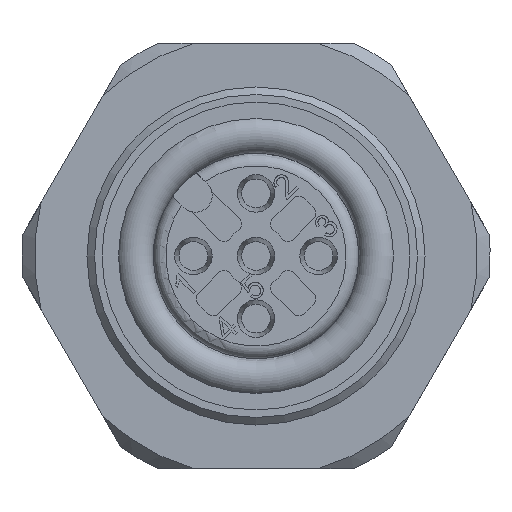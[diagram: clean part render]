
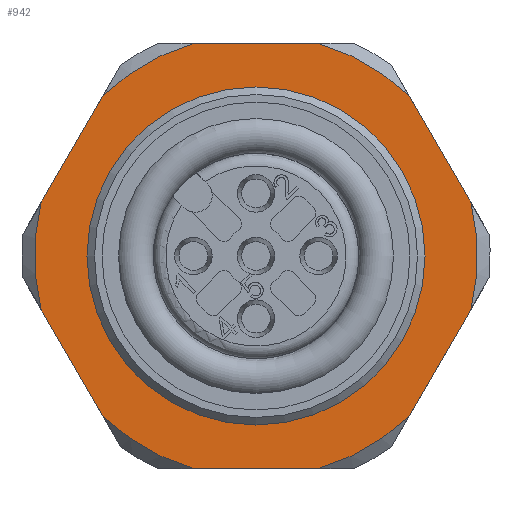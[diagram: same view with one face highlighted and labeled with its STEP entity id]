
A CAD part, front view. The second image highlights one B-rep face of the part: STEP entity #942.
In plain terms, the highlighted planar face has unit normal (0, -1, 0).
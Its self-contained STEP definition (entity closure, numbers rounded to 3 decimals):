
#78=PLANE('',#3495);
#176=LINE('',#4788,#395);
#177=LINE('',#4789,#396);
#178=LINE('',#4790,#397);
#179=LINE('',#4791,#398);
#180=LINE('',#4792,#399);
#181=LINE('',#4796,#400);
#395=VECTOR('',#3862,1.);
#396=VECTOR('',#3863,1.);
#397=VECTOR('',#3864,1.);
#398=VECTOR('',#3865,1.);
#399=VECTOR('',#3866,1.);
#400=VECTOR('',#3869,1.);
#942=ADVANCED_FACE('',(#1207,#1208),#78,.F.);
#1207=FACE_BOUND('',#1353,.T.);
#1208=FACE_BOUND('',#1354,.T.);
#1353=EDGE_LOOP('',(#1668,#1669,#1670,#1671,#1672,#1673,#1674,#1675,#1676,
#1677,#1678,#1679));
#1354=EDGE_LOOP('',(#1680));
#1668=ORIENTED_EDGE('',*,*,#2857,.F.);
#1669=ORIENTED_EDGE('',*,*,#2896,.T.);
#1670=ORIENTED_EDGE('',*,*,#2859,.F.);
#1671=ORIENTED_EDGE('',*,*,#2897,.T.);
#1672=ORIENTED_EDGE('',*,*,#2863,.F.);
#1673=ORIENTED_EDGE('',*,*,#2898,.T.);
#1674=ORIENTED_EDGE('',*,*,#2867,.F.);
#1675=ORIENTED_EDGE('',*,*,#2899,.T.);
#1676=ORIENTED_EDGE('',*,*,#2871,.F.);
#1677=ORIENTED_EDGE('',*,*,#2900,.T.);
#1678=ORIENTED_EDGE('',*,*,#2901,.F.);
#1679=ORIENTED_EDGE('',*,*,#2902,.T.);
#1680=ORIENTED_EDGE('',*,*,#2895,.T.);
#2532=VERTEX_POINT('',#4672);
#2533=VERTEX_POINT('',#4674);
#2534=VERTEX_POINT('',#4681);
#2535=VERTEX_POINT('',#4682);
#2538=VERTEX_POINT('',#4696);
#2539=VERTEX_POINT('',#4697);
#2542=VERTEX_POINT('',#4711);
#2543=VERTEX_POINT('',#4712);
#2546=VERTEX_POINT('',#4726);
#2547=VERTEX_POINT('',#4727);
#2566=VERTEX_POINT('',#4786);
#2567=VERTEX_POINT('',#4793);
#2568=VERTEX_POINT('',#4795);
#2857=EDGE_CURVE('',#2532,#2533,#3312,.T.);
#2859=EDGE_CURVE('',#2534,#2535,#3313,.T.);
#2863=EDGE_CURVE('',#2538,#2539,#3315,.T.);
#2867=EDGE_CURVE('',#2542,#2543,#3317,.T.);
#2871=EDGE_CURVE('',#2546,#2547,#3319,.T.);
#2895=EDGE_CURVE('',#2566,#2566,#3331,.T.);
#2896=EDGE_CURVE('',#2532,#2535,#176,.T.);
#2897=EDGE_CURVE('',#2534,#2539,#177,.T.);
#2898=EDGE_CURVE('',#2538,#2543,#178,.T.);
#2899=EDGE_CURVE('',#2542,#2547,#179,.T.);
#2900=EDGE_CURVE('',#2546,#2567,#180,.T.);
#2901=EDGE_CURVE('',#2568,#2567,#3332,.T.);
#2902=EDGE_CURVE('',#2568,#2533,#181,.T.);
#3312=CIRCLE('',#3459,8.85);
#3313=CIRCLE('',#3461,8.85);
#3315=CIRCLE('',#3464,8.85);
#3317=CIRCLE('',#3467,8.85);
#3319=CIRCLE('',#3470,8.85);
#3331=CIRCLE('',#3492,6.75);
#3332=CIRCLE('',#3494,8.85);
#3459=AXIS2_PLACEMENT_3D('',#4673,#3782,#3783);
#3461=AXIS2_PLACEMENT_3D('',#4680,#3786,#3787);
#3464=AXIS2_PLACEMENT_3D('',#4695,#3792,#3793);
#3467=AXIS2_PLACEMENT_3D('',#4710,#3798,#3799);
#3470=AXIS2_PLACEMENT_3D('',#4725,#3804,#3805);
#3492=AXIS2_PLACEMENT_3D('',#4785,#3858,#3859);
#3494=AXIS2_PLACEMENT_3D('',#4794,#3867,#3868);
#3495=AXIS2_PLACEMENT_3D('',#4797,#3870,#3871);
#3782=DIRECTION('',(0.,1.,0.));
#3783=DIRECTION('',(1.,0.,0.));
#3786=DIRECTION('',(0.,1.,0.));
#3787=DIRECTION('',(1.,0.,0.));
#3792=DIRECTION('',(0.,1.,0.));
#3793=DIRECTION('',(1.,0.,0.));
#3798=DIRECTION('',(0.,1.,0.));
#3799=DIRECTION('',(1.,0.,0.));
#3804=DIRECTION('',(0.,1.,0.));
#3805=DIRECTION('',(1.,0.,0.));
#3858=DIRECTION('',(0.,1.,0.));
#3859=DIRECTION('',(1.,0.,0.));
#3862=DIRECTION('',(-0.5,0.,-0.866));
#3863=DIRECTION('',(0.5,0.,-0.866));
#3864=DIRECTION('',(1.,0.,0.));
#3865=DIRECTION('',(0.5,0.,0.866));
#3866=DIRECTION('',(-0.5,0.,0.866));
#3867=DIRECTION('',(0.,1.,0.));
#3868=DIRECTION('',(1.,0.,0.));
#3869=DIRECTION('',(-1.,0.,0.));
#3870=DIRECTION('',(0.,1.,0.));
#3871=DIRECTION('',(1.,0.,0.));
#4672=CARTESIAN_POINT('',(2.321,2.05,6.384));
#4673=CARTESIAN_POINT('',(8.45,2.05,0.));
#4674=CARTESIAN_POINT('',(5.986,2.05,8.5));
#4680=CARTESIAN_POINT('',(8.45,2.05,0.));
#4681=CARTESIAN_POINT('',(-0.143,2.05,-2.116));
#4682=CARTESIAN_POINT('',(-0.143,2.05,2.116));
#4695=CARTESIAN_POINT('',(8.45,2.05,0.));
#4696=CARTESIAN_POINT('',(5.986,2.05,-8.5));
#4697=CARTESIAN_POINT('',(2.321,2.05,-6.384));
#4710=CARTESIAN_POINT('',(8.45,2.05,0.));
#4711=CARTESIAN_POINT('',(14.579,2.05,-6.384));
#4712=CARTESIAN_POINT('',(10.914,2.05,-8.5));
#4725=CARTESIAN_POINT('',(8.45,2.05,0.));
#4726=CARTESIAN_POINT('',(17.043,2.05,2.116));
#4727=CARTESIAN_POINT('',(17.043,2.05,-2.116));
#4785=CARTESIAN_POINT('',(8.45,2.05,0.));
#4786=CARTESIAN_POINT('',(15.2,2.05,0.));
#4788=CARTESIAN_POINT('',(-1.834,2.05,-0.812));
#4789=CARTESIAN_POINT('',(4.012,2.05,-9.313));
#4790=CARTESIAN_POINT('',(8.45,2.05,-8.5));
#4791=CARTESIAN_POINT('',(12.888,2.05,-9.313));
#4792=CARTESIAN_POINT('',(18.734,2.05,-0.813));
#4793=CARTESIAN_POINT('',(14.579,2.05,6.384));
#4794=CARTESIAN_POINT('',(8.45,2.05,0.));
#4795=CARTESIAN_POINT('',(10.914,2.05,8.5));
#4796=CARTESIAN_POINT('',(8.45,2.05,8.5));
#4797=CARTESIAN_POINT('',(8.45,2.05,-6.75));
